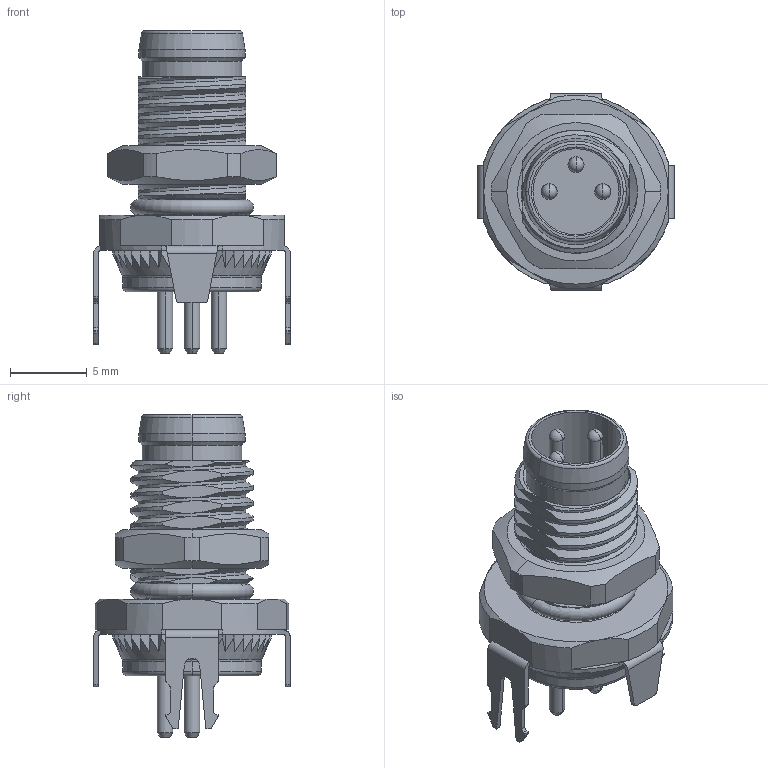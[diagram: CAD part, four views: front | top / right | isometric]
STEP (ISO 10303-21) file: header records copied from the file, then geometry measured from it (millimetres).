
FILE_DESCRIPTION((''),'2;1');
FILE_NAME('PRT0001223','2024-10-15T',('gongchengVI'),(''),'PRO/ENGINEER BY PARAMETRIC TECHNOLOGY CORPORATION, 2010280','PRO/ENGINEER BY PARAMETRIC TECHNOLOGY CORPORATION, 2010280','');
FILE_SCHEMA(('CONFIG_CONTROL_DESIGN'));
Length unit declared in the file: millimetre
Products named in the file (1): PRT0001223
Bounding box: 12.8 x 12.8 x 21 mm (x, y, z)
Volume: 924.9 mm3; surface area: 1647.1 mm2
Topology: 1 solids, 16 shells, 691 faces, 1853 edges, 1193 vertices
Faces by surface type: plane 336, cylinder 231, cone 59, bspline 45, torus 14, sphere 6
Entity records: 29308 total; most frequent: CARTESIAN_POINT 12196, ORIENTED_EDGE 3694, DIRECTION 3435, EDGE_CURVE 1847, AXIS2_PLACEMENT_3D 1241, VERTEX_POINT 1193, VECTOR 953, LINE 953
